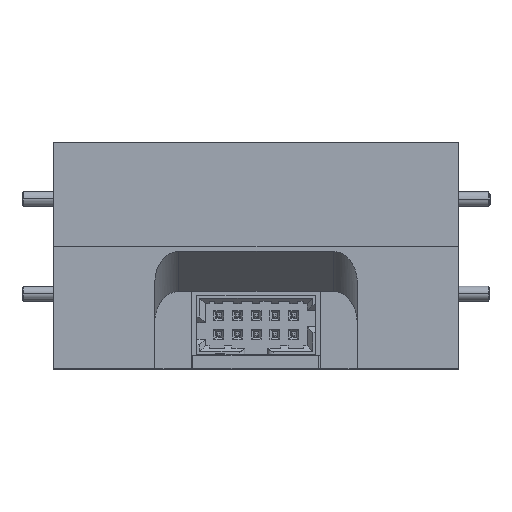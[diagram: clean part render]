
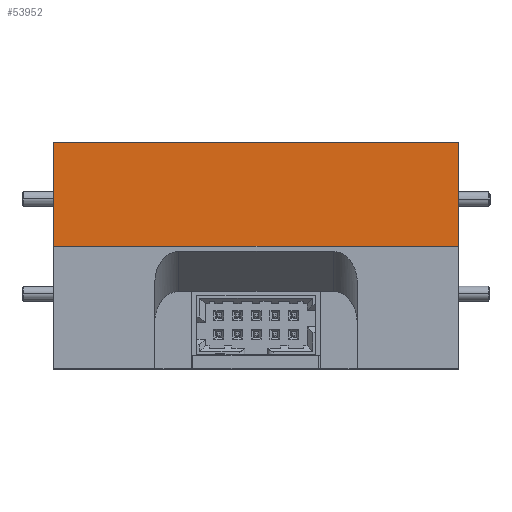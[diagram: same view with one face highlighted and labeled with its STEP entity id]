
A CAD part, top view. The second image highlights one B-rep face of the part: STEP entity #53952.
In plain terms, the highlighted planar face has unit normal (0, 0, 1).
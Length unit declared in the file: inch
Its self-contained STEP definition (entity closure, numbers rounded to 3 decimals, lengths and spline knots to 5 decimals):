
#350 = ORIENTED_EDGE ( 'NONE', *, *, #26621, .F. ) ;
#1538 = EDGE_CURVE ( 'NONE', #46744, #8601, #4337, .T. ) ;
#2657 = CARTESIAN_POINT ( 'NONE',  ( 0.01514, -0.25002, 1.29816 ) ) ;
#4337 = LINE ( 'NONE', #12928, #35525 ) ;
#4384 = LINE ( 'NONE', #29271, #20906 ) ;
#4732 = ORIENTED_EDGE ( 'NONE', *, *, #1538, .F. ) ;
#7223 = LINE ( 'NONE', #19172, #25492 ) ;
#8601 = VERTEX_POINT ( 'NONE', #9262 ) ;
#9262 = CARTESIAN_POINT ( 'NONE',  ( 0.86514, -0.68502, 1.29816 ) ) ;
#12928 = CARTESIAN_POINT ( 'NONE',  ( 0.86514, -0.25002, 1.29816 ) ) ;
#17184 = FACE_OUTER_BOUND ( 'NONE', #45993, .T. ) ;
#17404 = ORIENTED_EDGE ( 'NONE', *, *, #51348, .T. ) ;
#19172 = CARTESIAN_POINT ( 'NONE',  ( -0.83486, -0.25002, 1.29816 ) ) ;
#20906 = VECTOR ( 'NONE', #24619, 39.37008 ) ;
#21822 = EDGE_CURVE ( 'NONE', #46744, #27764, #40455, .T. ) ;
#24136 = DIRECTION ( 'NONE',  ( 0., -1., 0. ) ) ;
#24532 = CARTESIAN_POINT ( 'NONE',  ( -0.83486, -0.68502, 1.29816 ) ) ;
#24619 = DIRECTION ( 'NONE',  ( -1., 0., 0. ) ) ;
#25492 = VECTOR ( 'NONE', #24136, 39.37008 ) ;
#26621 = EDGE_CURVE ( 'NONE', #8601, #44188, #4384, .T. ) ;
#26808 = DIRECTION ( 'NONE',  ( 1., 0., 0. ) ) ;
#27764 = VERTEX_POINT ( 'NONE', #52305 ) ;
#29271 = CARTESIAN_POINT ( 'NONE',  ( 0.01514, -0.68502, 1.29816 ) ) ;
#30963 = CARTESIAN_POINT ( 'NONE',  ( 0.01514, -0.25002, 1.29816 ) ) ;
#31390 = DIRECTION ( 'NONE',  ( -1., 0., 0. ) ) ;
#32954 = CARTESIAN_POINT ( 'NONE',  ( 0.86514, -0.25002, 1.29816 ) ) ;
#35525 = VECTOR ( 'NONE', #38559, 39.37008 ) ;
#36352 = AXIS2_PLACEMENT_3D ( 'NONE', #30963, #48241, #26808 ) ;
#38559 = DIRECTION ( 'NONE',  ( 0., -1., 0. ) ) ;
#40455 = LINE ( 'NONE', #2657, #43389 ) ;
#43389 = VECTOR ( 'NONE', #31390, 39.37008 ) ;
#44188 = VERTEX_POINT ( 'NONE', #24532 ) ;
#45993 = EDGE_LOOP ( 'NONE', ( #350, #4732, #49289, #17404 ) ) ;
#46744 = VERTEX_POINT ( 'NONE', #32954 ) ;
#48241 = DIRECTION ( 'NONE',  ( 0., 0., 1. ) ) ;
#49289 = ORIENTED_EDGE ( 'NONE', *, *, #21822, .T. ) ;
#51348 = EDGE_CURVE ( 'NONE', #27764, #44188, #7223, .T. ) ;
#52305 = CARTESIAN_POINT ( 'NONE',  ( -0.83486, -0.25002, 1.29816 ) ) ;
#53952 = ADVANCED_FACE ( 'NONE', ( #17184 ), #54386, .T. ) ;
#54386 = PLANE ( 'NONE',  #36352 ) ;
